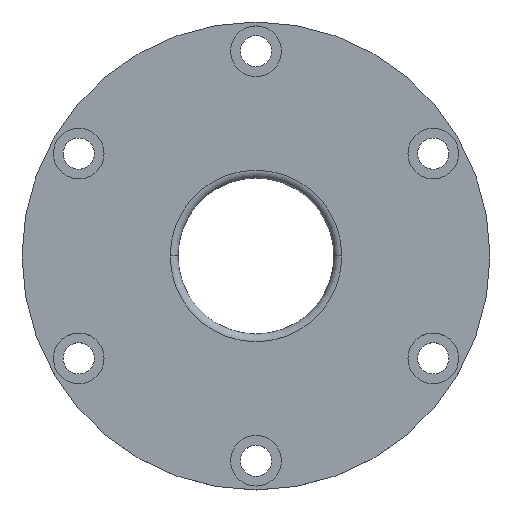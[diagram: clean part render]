
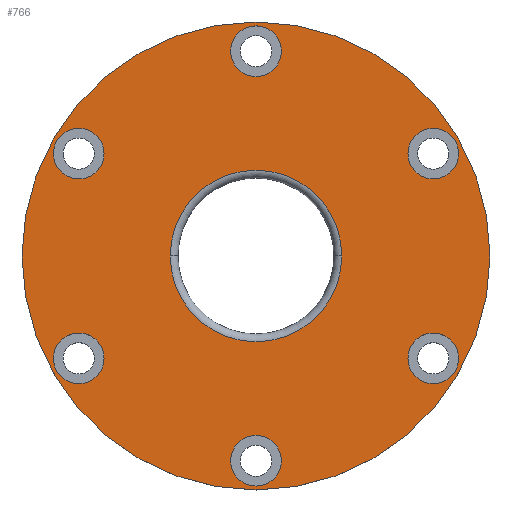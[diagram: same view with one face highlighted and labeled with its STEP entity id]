
A CAD part, top view. The second image highlights one B-rep face of the part: STEP entity #766.
In plain terms, the highlighted planar face has unit normal (0, 0, 1).
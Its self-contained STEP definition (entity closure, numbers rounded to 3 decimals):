
#17=CARTESIAN_POINT('',(0.,0.,0.));
#18=DIRECTION('',(0.,0.,-1.));
#19=DIRECTION('',(1.,0.,0.));
#20=AXIS2_PLACEMENT_3D('',#17,#18,#19);
#22=CARTESIAN_POINT('',(0.,0.,0.));
#23=DIRECTION('',(0.,0.,-1.));
#24=DIRECTION('',(-1.,0.,0.));
#25=AXIS2_PLACEMENT_3D('',#22,#23,#24);
#27=CARTESIAN_POINT('',(0.,52.5,0.));
#28=DIRECTION('',(0.,0.,1.));
#29=DIRECTION('',(0.,1.,0.));
#30=AXIS2_PLACEMENT_3D('',#27,#28,#29);
#32=CARTESIAN_POINT('',(0.,52.5,0.));
#33=DIRECTION('',(0.,0.,1.));
#34=DIRECTION('',(0.,-1.,0.));
#35=AXIS2_PLACEMENT_3D('',#32,#33,#34);
#37=CARTESIAN_POINT('',(-45.466,26.25,0.));
#38=DIRECTION('',(0.,0.,1.));
#39=DIRECTION('',(-0.866,0.5,0.));
#40=AXIS2_PLACEMENT_3D('',#37,#38,#39);
#42=CARTESIAN_POINT('',(-45.466,26.25,0.));
#43=DIRECTION('',(0.,0.,1.));
#44=DIRECTION('',(0.866,-0.5,0.));
#45=AXIS2_PLACEMENT_3D('',#42,#43,#44);
#47=CARTESIAN_POINT('',(-45.466,-26.25,0.));
#48=DIRECTION('',(0.,0.,1.));
#49=DIRECTION('',(-0.866,-0.5,0.));
#50=AXIS2_PLACEMENT_3D('',#47,#48,#49);
#52=CARTESIAN_POINT('',(-45.466,-26.25,0.));
#53=DIRECTION('',(0.,0.,1.));
#54=DIRECTION('',(0.866,0.5,0.));
#55=AXIS2_PLACEMENT_3D('',#52,#53,#54);
#57=CARTESIAN_POINT('',(0.,-52.5,0.));
#58=DIRECTION('',(0.,0.,1.));
#59=DIRECTION('',(0.,-1.,0.));
#60=AXIS2_PLACEMENT_3D('',#57,#58,#59);
#62=CARTESIAN_POINT('',(0.,-52.5,0.));
#63=DIRECTION('',(0.,0.,1.));
#64=DIRECTION('',(0.,1.,0.));
#65=AXIS2_PLACEMENT_3D('',#62,#63,#64);
#67=CARTESIAN_POINT('',(45.466,-26.25,0.));
#68=DIRECTION('',(0.,0.,1.));
#69=DIRECTION('',(0.866,-0.5,0.));
#70=AXIS2_PLACEMENT_3D('',#67,#68,#69);
#72=CARTESIAN_POINT('',(45.466,-26.25,0.));
#73=DIRECTION('',(0.,0.,1.));
#74=DIRECTION('',(-0.866,0.5,0.));
#75=AXIS2_PLACEMENT_3D('',#72,#73,#74);
#77=CARTESIAN_POINT('',(45.466,26.25,0.));
#78=DIRECTION('',(0.,0.,1.));
#79=DIRECTION('',(0.866,0.5,0.));
#80=AXIS2_PLACEMENT_3D('',#77,#78,#79);
#82=CARTESIAN_POINT('',(45.466,26.25,0.));
#83=DIRECTION('',(0.,0.,1.));
#84=DIRECTION('',(-0.866,-0.5,0.));
#85=AXIS2_PLACEMENT_3D('',#82,#83,#84);
#87=CARTESIAN_POINT('',(0.,0.,0.));
#88=DIRECTION('',(0.,0.,1.));
#89=DIRECTION('',(1.,0.,0.));
#90=AXIS2_PLACEMENT_3D('',#87,#88,#89);
#100=CARTESIAN_POINT('',(0.,0.,0.));
#101=DIRECTION('',(0.,0.,-1.));
#102=DIRECTION('',(1.,0.,0.));
#103=AXIS2_PLACEMENT_3D('',#100,#101,#102);
#565=CARTESIAN_POINT('',(60.,0.,0.));
#567=VERTEX_POINT('',#565);
#569=CARTESIAN_POINT('',(-60.,0.,0.));
#571=VERTEX_POINT('',#569);
#609=CARTESIAN_POINT('',(22.,0.,0.));
#610=CARTESIAN_POINT('',(-22.,0.,0.));
#611=VERTEX_POINT('',#609);
#612=VERTEX_POINT('',#610);
#625=CARTESIAN_POINT('',(0.,59.,0.));
#626=CARTESIAN_POINT('',(0.,46.,0.));
#627=VERTEX_POINT('',#625);
#628=VERTEX_POINT('',#626);
#641=CARTESIAN_POINT('',(-51.095,29.5,0.));
#642=CARTESIAN_POINT('',(-39.837,23.,0.));
#643=VERTEX_POINT('',#641);
#644=VERTEX_POINT('',#642);
#657=CARTESIAN_POINT('',(-51.095,-29.5,0.));
#658=CARTESIAN_POINT('',(-39.837,-23.,0.));
#659=VERTEX_POINT('',#657);
#660=VERTEX_POINT('',#658);
#673=CARTESIAN_POINT('',(0.,-59.,0.));
#674=CARTESIAN_POINT('',(0.,-46.,0.));
#675=VERTEX_POINT('',#673);
#676=VERTEX_POINT('',#674);
#689=CARTESIAN_POINT('',(51.095,-29.5,0.));
#690=CARTESIAN_POINT('',(39.837,-23.,0.));
#691=VERTEX_POINT('',#689);
#692=VERTEX_POINT('',#690);
#705=CARTESIAN_POINT('',(51.095,29.5,0.));
#706=CARTESIAN_POINT('',(39.837,23.,0.));
#707=VERTEX_POINT('',#705);
#708=VERTEX_POINT('',#706);
#713=CARTESIAN_POINT('',(0.,0.,0.));
#714=DIRECTION('',(0.,0.,1.));
#715=DIRECTION('',(-1.,0.,0.));
#716=AXIS2_PLACEMENT_3D('',#713,#714,#715);
#717=PLANE('33',#716);
#719=ORIENTED_EDGE('36',*,*,#718,.F.);
#721=ORIENTED_EDGE('70',*,*,#720,.T.);
#722=EDGE_LOOP('33',(#719,#721));
#723=FACE_OUTER_BOUND('33',#722,.F.);
#725=ORIENTED_EDGE('149',*,*,#724,.F.);
#727=ORIENTED_EDGE('151',*,*,#726,.F.);
#728=EDGE_LOOP('33',(#725,#727));
#729=FACE_BOUND('33',#728,.F.);
#731=ORIENTED_EDGE('277',*,*,#730,.T.);
#733=ORIENTED_EDGE('278',*,*,#732,.T.);
#734=EDGE_LOOP('33',(#731,#733));
#735=FACE_BOUND('33',#734,.F.);
#737=ORIENTED_EDGE('355',*,*,#736,.T.);
#739=ORIENTED_EDGE('356',*,*,#738,.T.);
#740=EDGE_LOOP('33',(#737,#739));
#741=FACE_BOUND('33',#740,.F.);
#743=ORIENTED_EDGE('411',*,*,#742,.T.);
#745=ORIENTED_EDGE('412',*,*,#744,.T.);
#746=EDGE_LOOP('33',(#743,#745));
#747=FACE_BOUND('33',#746,.F.);
#749=ORIENTED_EDGE('467',*,*,#748,.T.);
#751=ORIENTED_EDGE('468',*,*,#750,.T.);
#752=EDGE_LOOP('33',(#749,#751));
#753=FACE_BOUND('33',#752,.F.);
#755=ORIENTED_EDGE('523',*,*,#754,.T.);
#757=ORIENTED_EDGE('524',*,*,#756,.T.);
#758=EDGE_LOOP('33',(#755,#757));
#759=FACE_BOUND('33',#758,.F.);
#761=ORIENTED_EDGE('579',*,*,#760,.T.);
#763=ORIENTED_EDGE('580',*,*,#762,.T.);
#764=EDGE_LOOP('33',(#761,#763));
#765=FACE_BOUND('33',#764,.F.);
#21=CIRCLE('149',#20,22.);
#26=CIRCLE('151',#25,22.);
#31=CIRCLE('277',#30,6.5);
#36=CIRCLE('278',#35,6.5);
#41=CIRCLE('355',#40,6.5);
#46=CIRCLE('356',#45,6.5);
#51=CIRCLE('411',#50,6.5);
#56=CIRCLE('412',#55,6.5);
#61=CIRCLE('467',#60,6.5);
#66=CIRCLE('468',#65,6.5);
#71=CIRCLE('523',#70,6.5);
#76=CIRCLE('524',#75,6.5);
#81=CIRCLE('579',#80,6.5);
#86=CIRCLE('580',#85,6.5);
#91=CIRCLE('36',#90,60.);
#104=CIRCLE('70',#103,60.);
#718=EDGE_CURVE('36',#567,#571,#91,.T.);
#720=EDGE_CURVE('70',#567,#571,#104,.T.);
#724=EDGE_CURVE('149',#611,#612,#21,.T.);
#726=EDGE_CURVE('151',#612,#611,#26,.T.);
#730=EDGE_CURVE('277',#627,#628,#31,.T.);
#732=EDGE_CURVE('278',#628,#627,#36,.T.);
#736=EDGE_CURVE('355',#643,#644,#41,.T.);
#738=EDGE_CURVE('356',#644,#643,#46,.T.);
#742=EDGE_CURVE('411',#659,#660,#51,.T.);
#744=EDGE_CURVE('412',#660,#659,#56,.T.);
#748=EDGE_CURVE('467',#675,#676,#61,.T.);
#750=EDGE_CURVE('468',#676,#675,#66,.T.);
#754=EDGE_CURVE('523',#691,#692,#71,.T.);
#756=EDGE_CURVE('524',#692,#691,#76,.T.);
#760=EDGE_CURVE('579',#707,#708,#81,.T.);
#762=EDGE_CURVE('580',#708,#707,#86,.T.);
#766=ADVANCED_FACE('33',(#723,#729,#735,#741,#747,#753,#759,#765),#717,.T.);
